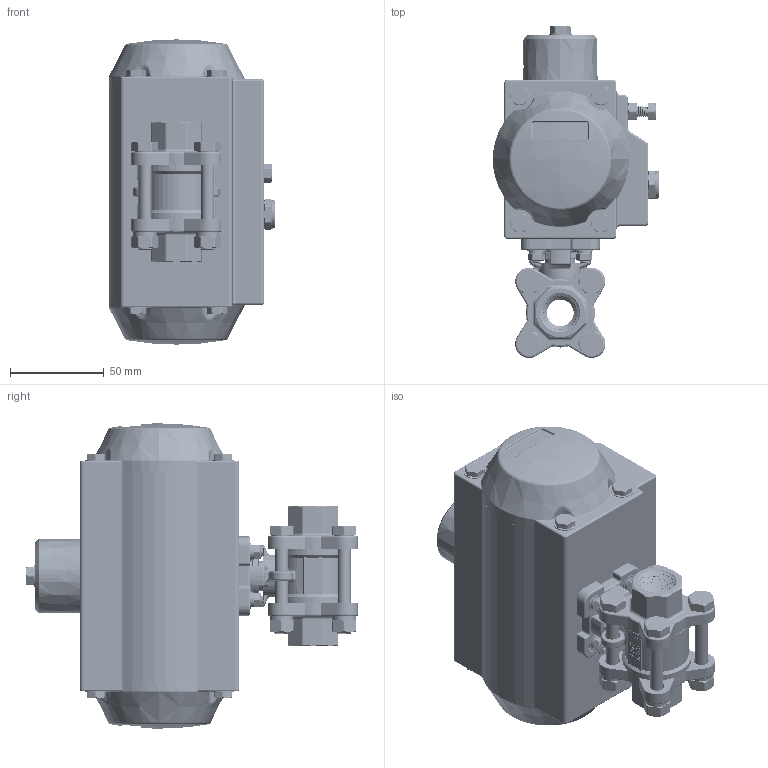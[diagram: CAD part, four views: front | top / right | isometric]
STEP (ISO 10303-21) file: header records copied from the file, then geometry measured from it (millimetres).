
FILE_DESCRIPTION (( 'STEP AP214' ), '1' );
FILE_NAME ('KS1-2.STEP', '2019-02-11T18:41:06', ( '' ), ( '' ), 'SwSTEP 2.0', 'SolidWorks 2016', '' );
FILE_SCHEMA (( 'AUTOMOTIVE_DESIGN' ));
Length unit declared in the file: millimetre
Products named in the file (1): KS1-2
Bounding box: 88.8 x 177.27 x 163 mm (x, y, z)
Volume: 985273.7 mm3; surface area: 157397.7 mm2
Topology: 60 solids, 60 shells, 7747 faces, 25501 edges, 14506 vertices
Faces by surface type: cylinder 4799, sphere 1228, plane 718, cone 407, bspline 404, torus 191
Entity records: 463826 total; most frequent: CARTESIAN_POINT 177208, DIRECTION 45252, ORIENTED_EDGE 43944, EDGE_CURVE 21972, AXIS2_PLACEMENT_3D 19521, CIRCLE 12177, VERTEX_POINT 12173, EDGE_LOOP 7959
